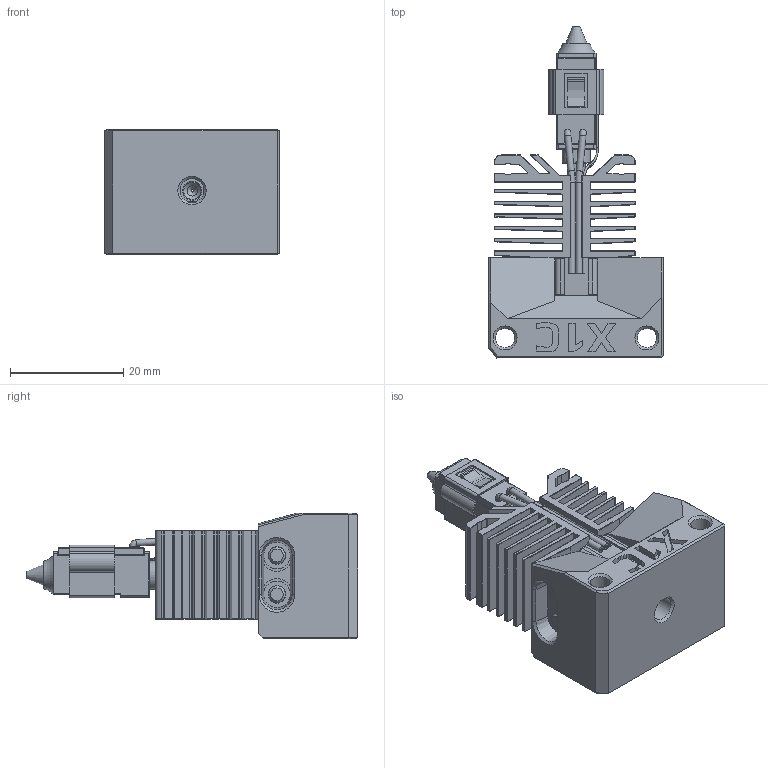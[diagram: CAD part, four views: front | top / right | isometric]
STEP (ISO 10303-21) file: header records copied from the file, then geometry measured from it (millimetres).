
FILE_DESCRIPTION(/* description */ (''),/* implementation_level */ '2;1');
FILE_NAME(/* name */ 'Hotend_Mount_Bambu_X1C.step',/* time_stamp */ '2023-06-12T09:55:00-07:00',/* author */ (''),/* organization */ (''),/* preprocessor_version */ 'ST-DEVELOPER v19.2',/* originating_system */ 'Autodesk Translation Framework v12.6.0.85',/* authorisation */ '');
FILE_SCHEMA (('AUTOMOTIVE_DESIGN { 1 0 10303 214 3 1 1 }'));
Products named in the file (10): Hotend_Mount_Bambu_X1C; Hardware; M3 Threaded Insert; M3x25 BHCS; Bambulabs X1C Hotend; 5_clips; 4_termistore; 3_riscaldatore; 2_nozzle; 1_dissipatore
Assembly tree (11 placements, depth 3):
  Hotend_Mount_Bambu_X1C
    Hardware
      M3x25 BHCS  x2
      M3 Threaded Insert  x2
    Bambulabs X1C Hotend
      5_clips
      4_termistore
      3_riscaldatore
      2_nozzle
      1_dissipatore
Bounding box: 30.8 x 58.5 x 22.2 mm (x, y, z)
Volume: 14715.6 mm3; surface area: 14181.5 mm2
Topology: 17 solids, 18 shells, 1537 faces, 3840 edges, 2352 vertices
Faces by surface type: plane 538, cylinder 404, bspline 332, cone 146, torus 111, sphere 6
Full cylindrical faces by diameter (mm): 0.3 x4, 0.35 x6, 0.36 x6, 0.37 x2, 0.4 x1, 1.15 x6, 1.4 x1, 1.8 x1, 3 x4, 3.15 x2, 3.16 x1, 3.17 x1, 3.4 x6, 4.2 x1, 4.7 x2, 4.99 x1, 5.05 x2, 5.16 x2, 5.56 x2, 5.7 x2, 6 x2
Entity records: 50289 total; most frequent: CARTESIAN_POINT 20187, DIRECTION 6354, ORIENTED_EDGE 6246, EDGE_CURVE 3123, AXIS2_PLACEMENT_3D 2297, VERTEX_POINT 1886, LINE 1760, VECTOR 1760
